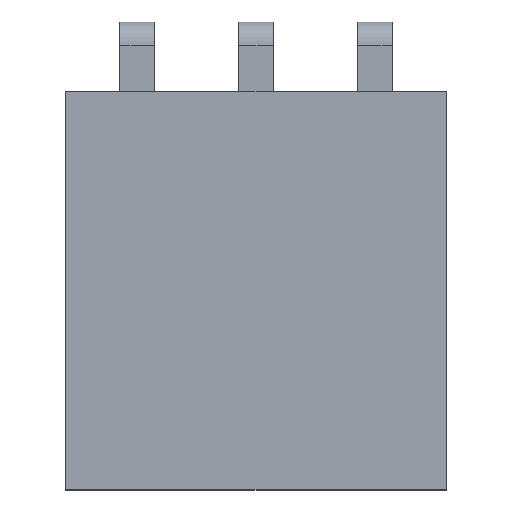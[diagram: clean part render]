
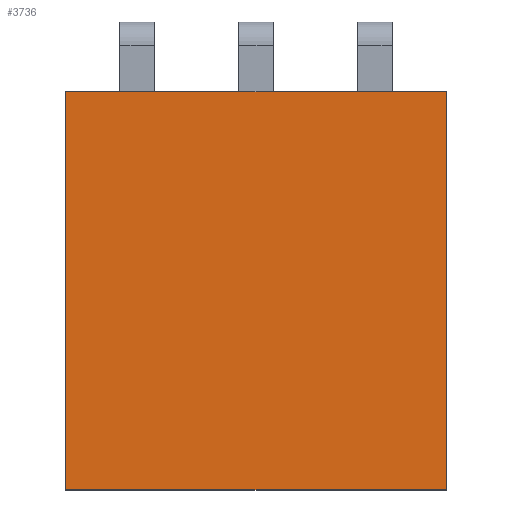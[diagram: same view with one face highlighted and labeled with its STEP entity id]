
A CAD part, top view. The second image highlights one B-rep face of the part: STEP entity #3736.
In plain terms, the highlighted face is planar.
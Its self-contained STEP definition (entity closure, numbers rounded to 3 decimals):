
#480=ORIENTED_EDGE('',*,*,#1057,.F.);
#481=ORIENTED_EDGE('',*,*,#1058,.F.);
#482=ORIENTED_EDGE('',*,*,#1055,.F.);
#483=ORIENTED_EDGE('',*,*,#1059,.F.);
#1055=EDGE_CURVE('',#1361,#1362,#1650,.T.);
#1057=EDGE_CURVE('',#1363,#1364,#1652,.T.);
#1058=EDGE_CURVE('',#1362,#1363,#1653,.T.);
#1059=EDGE_CURVE('',#1364,#1361,#1654,.T.);
#1361=VERTEX_POINT('',#5245);
#1362=VERTEX_POINT('',#5247);
#1363=VERTEX_POINT('',#5251);
#1364=VERTEX_POINT('',#5252);
#1650=LINE('',#5246,#1995);
#1652=LINE('',#5250,#1997);
#1653=LINE('',#5253,#1998);
#1654=LINE('',#5254,#1999);
#1995=VECTOR('',#4350,1000.);
#1997=VECTOR('',#4354,1000.);
#1998=VECTOR('',#4355,1000.);
#1999=VECTOR('',#4356,1000.);
#2230=EDGE_LOOP('',(#480,#481,#482,#483));
#2387=FACE_BOUND('',#2230,.T.);
#2532=PLANE('',#3900);
#3736=ADVANCED_FACE('',(#2387),#2532,.F.);
#3900=AXIS2_PLACEMENT_3D('',#5249,#4352,#4353);
#4350=DIRECTION('',(1.,0.,0.));
#4352=DIRECTION('',(0.,-1.,0.));
#4353=DIRECTION('',(0.,0.,-1.));
#4354=DIRECTION('',(-1.,0.,0.));
#4355=DIRECTION('',(0.,0.,1.));
#4356=DIRECTION('',(0.,0.,-1.));
#5245=CARTESIAN_POINT('',(-4.06,1.25,-4.25));
#5246=CARTESIAN_POINT('',(-4.06,1.25,-4.25));
#5247=CARTESIAN_POINT('',(4.06,1.25,-4.25));
#5249=CARTESIAN_POINT('',(0.,1.25,0.));
#5250=CARTESIAN_POINT('',(4.06,1.25,4.25));
#5251=CARTESIAN_POINT('',(4.06,1.25,4.25));
#5252=CARTESIAN_POINT('',(-4.06,1.25,4.25));
#5253=CARTESIAN_POINT('',(4.06,1.25,-4.25));
#5254=CARTESIAN_POINT('',(-4.06,1.25,4.25));
